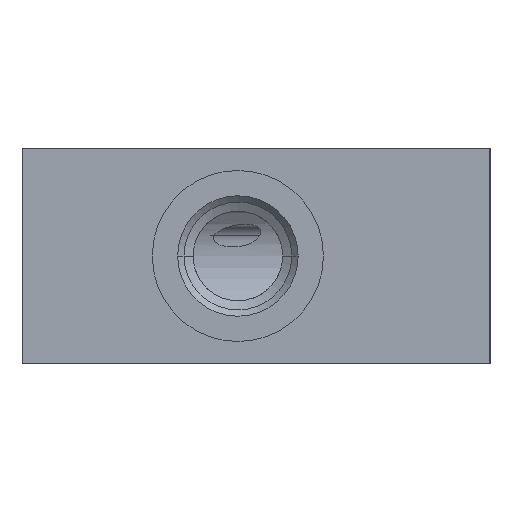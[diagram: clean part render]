
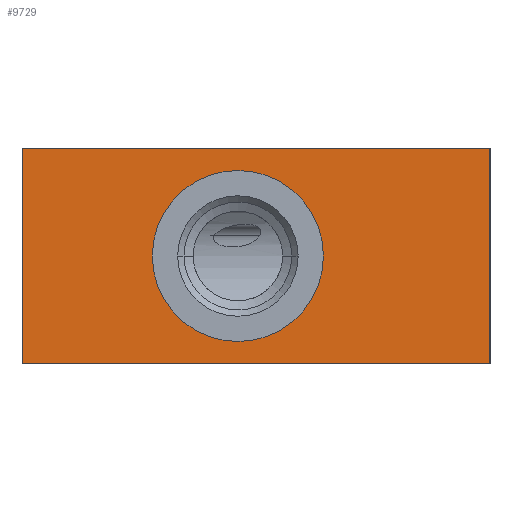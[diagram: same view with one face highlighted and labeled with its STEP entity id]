
A CAD part, left-side view. The second image highlights one B-rep face of the part: STEP entity #9729.
In plain terms, the highlighted planar face has unit normal (-1, 0, 0).
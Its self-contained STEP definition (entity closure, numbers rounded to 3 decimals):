
#1624 = DIRECTION ( 'NONE',  ( 1., 0., 0. ) ) ;
#3201 = FACE_OUTER_BOUND ( 'NONE', #17294, .T. ) ;
#3722 = CARTESIAN_POINT ( 'NONE',  ( -57.15, 41.275, 19.05 ) ) ;
#3824 = ORIENTED_EDGE ( 'NONE', *, *, #6438, .F. ) ;
#4370 = VERTEX_POINT ( 'NONE', #13294 ) ;
#4402 = CARTESIAN_POINT ( 'NONE',  ( -57.15, -41.325, -19.05 ) ) ;
#5071 = LINE ( 'NONE', #4402, #9548 ) ;
#6257 = CARTESIAN_POINT ( 'NONE',  ( -57.15, 41.275, -19.05 ) ) ;
#6438 = EDGE_CURVE ( 'NONE', #11157, #9481, #15442, .T. ) ;
#7249 = DIRECTION ( 'NONE',  ( 0., -1., 0. ) ) ;
#7482 = VECTOR ( 'NONE', #17114, 1000. ) ;
#7659 = VERTEX_POINT ( 'NONE', #11194 ) ;
#9231 = LINE ( 'NONE', #18437, #13064 ) ;
#9481 = VERTEX_POINT ( 'NONE', #13583 ) ;
#9548 = VECTOR ( 'NONE', #12969, 1000. ) ;
#9628 = VECTOR ( 'NONE', #13716, 1000. ) ;
#9729 = ADVANCED_FACE ( 'NONE', ( #15506, #3201 ), #16917, .F. ) ;
#10139 = AXIS2_PLACEMENT_3D ( 'NONE', #12067, #14779, #10440 ) ;
#10440 = DIRECTION ( 'NONE',  ( 0., -1., 0. ) ) ;
#10630 = VERTEX_POINT ( 'NONE', #12720 ) ;
#10835 = EDGE_LOOP ( 'NONE', ( #3824, #14629 ) ) ;
#11075 = EDGE_CURVE ( 'NONE', #10630, #12594, #18190, .T. ) ;
#11157 = VERTEX_POINT ( 'NONE', #14221 ) ;
#11194 = CARTESIAN_POINT ( 'NONE',  ( -57.15, -41.325, 19.05 ) ) ;
#11243 = DIRECTION ( 'NONE',  ( 0., 0., -1. ) ) ;
#11260 = CARTESIAN_POINT ( 'NONE',  ( -57.15, -41.325, 19.05 ) ) ;
#11262 = ORIENTED_EDGE ( 'NONE', *, *, #18477, .F. ) ;
#11704 = ORIENTED_EDGE ( 'NONE', *, *, #17249, .F. ) ;
#11739 = AXIS2_PLACEMENT_3D ( 'NONE', #12950, #1624, #15851 ) ;
#12067 = CARTESIAN_POINT ( 'NONE',  ( -57.15, 3.175, 0. ) ) ;
#12594 = VERTEX_POINT ( 'NONE', #6257 ) ;
#12677 = ORIENTED_EDGE ( 'NONE', *, *, #14781, .T. ) ;
#12720 = CARTESIAN_POINT ( 'NONE',  ( -57.15, 41.275, 19.05 ) ) ;
#12950 = CARTESIAN_POINT ( 'NONE',  ( -57.15, -41.325, 19.05 ) ) ;
#12969 = DIRECTION ( 'NONE',  ( 0., -1., 0. ) ) ;
#13064 = VECTOR ( 'NONE', #11243, 1000. ) ;
#13294 = CARTESIAN_POINT ( 'NONE',  ( -57.15, -41.325, -19.05 ) ) ;
#13583 = CARTESIAN_POINT ( 'NONE',  ( -57.15, 18.275, 0. ) ) ;
#13716 = DIRECTION ( 'NONE',  ( 0., 0., -1. ) ) ;
#14221 = CARTESIAN_POINT ( 'NONE',  ( -57.15, -11.925, 0. ) ) ;
#14447 = LINE ( 'NONE', #11260, #7482 ) ;
#14629 = ORIENTED_EDGE ( 'NONE', *, *, #17203, .F. ) ;
#14779 = DIRECTION ( 'NONE',  ( -1., 0., 0. ) ) ;
#14781 = EDGE_CURVE ( 'NONE', #12594, #4370, #5071, .T. ) ;
#15361 = CIRCLE ( 'NONE', #18074, 15.1 ) ;
#15442 = CIRCLE ( 'NONE', #10139, 15.1 ) ;
#15506 = FACE_BOUND ( 'NONE', #10835, .T. ) ;
#15679 = CARTESIAN_POINT ( 'NONE',  ( -57.15, 3.175, 0. ) ) ;
#15733 = DIRECTION ( 'NONE',  ( -1., 0., 0. ) ) ;
#15851 = DIRECTION ( 'NONE',  ( 0., 0., -1. ) ) ;
#16693 = ORIENTED_EDGE ( 'NONE', *, *, #11075, .T. ) ;
#16917 = PLANE ( 'NONE',  #11739 ) ;
#17114 = DIRECTION ( 'NONE',  ( 0., -1., 0. ) ) ;
#17203 = EDGE_CURVE ( 'NONE', #9481, #11157, #15361, .T. ) ;
#17249 = EDGE_CURVE ( 'NONE', #10630, #7659, #14447, .T. ) ;
#17294 = EDGE_LOOP ( 'NONE', ( #12677, #11262, #11704, #16693 ) ) ;
#18074 = AXIS2_PLACEMENT_3D ( 'NONE', #15679, #15733, #7249 ) ;
#18190 = LINE ( 'NONE', #3722, #9628 ) ;
#18437 = CARTESIAN_POINT ( 'NONE',  ( -57.15, -41.325, 19.05 ) ) ;
#18477 = EDGE_CURVE ( 'NONE', #7659, #4370, #9231, .T. ) ;
